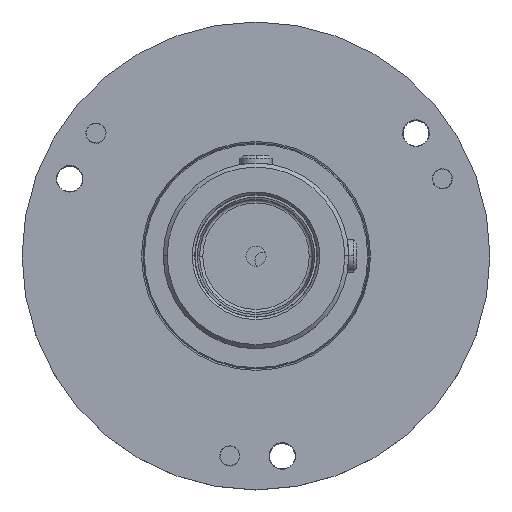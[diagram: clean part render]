
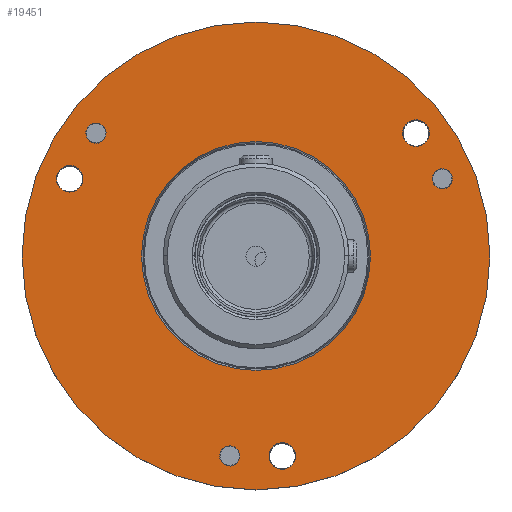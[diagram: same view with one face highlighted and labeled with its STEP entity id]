
A CAD part, top view. The second image highlights one B-rep face of the part: STEP entity #19451.
In plain terms, the highlighted planar face has unit normal (0, 0, 1).
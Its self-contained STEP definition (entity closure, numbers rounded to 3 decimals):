
#174=CARTESIAN_POINT('',(0.,0.,18.));
#175=DIRECTION('',(0.,0.,1.));
#176=DIRECTION('',(1.,0.,0.));
#177=AXIS2_PLACEMENT_3D('',#174,#175,#176);
#179=CARTESIAN_POINT('',(0.,0.,18.));
#180=DIRECTION('',(0.,0.,1.));
#181=DIRECTION('',(-1.,0.,0.));
#182=AXIS2_PLACEMENT_3D('',#179,#180,#181);
#184=CARTESIAN_POINT('',(-19.834,15.219,18.));
#185=DIRECTION('',(0.,0.,-1.));
#186=DIRECTION('',(-0.793,0.609,0.));
#187=AXIS2_PLACEMENT_3D('',#184,#185,#186);
#189=CARTESIAN_POINT('',(-19.834,15.219,18.));
#190=DIRECTION('',(0.,0.,-1.));
#191=DIRECTION('',(0.793,-0.609,0.));
#192=AXIS2_PLACEMENT_3D('',#189,#190,#191);
#194=CARTESIAN_POINT('',(-3.263,-24.786,18.));
#195=DIRECTION('',(0.,0.,-1.));
#196=DIRECTION('',(-0.131,-0.991,0.));
#197=AXIS2_PLACEMENT_3D('',#194,#195,#196);
#199=CARTESIAN_POINT('',(-3.263,-24.786,18.));
#200=DIRECTION('',(0.,0.,-1.));
#201=DIRECTION('',(0.131,0.991,0.));
#202=AXIS2_PLACEMENT_3D('',#199,#200,#201);
#204=CARTESIAN_POINT('',(23.097,9.567,18.));
#205=DIRECTION('',(0.,0.,-1.));
#206=DIRECTION('',(0.924,0.383,0.));
#207=AXIS2_PLACEMENT_3D('',#204,#205,#206);
#209=CARTESIAN_POINT('',(23.097,9.567,18.));
#210=DIRECTION('',(0.,0.,-1.));
#211=DIRECTION('',(-0.924,-0.383,0.));
#212=AXIS2_PLACEMENT_3D('',#209,#210,#211);
#214=CARTESIAN_POINT('',(3.263,-24.786,18.));
#215=DIRECTION('',(0.,0.,1.));
#216=DIRECTION('',(0.,-1.,0.));
#217=AXIS2_PLACEMENT_3D('',#214,#215,#216);
#219=CARTESIAN_POINT('',(3.263,-24.786,18.));
#220=DIRECTION('',(0.,0.,1.));
#221=DIRECTION('',(0.,1.,0.));
#222=AXIS2_PLACEMENT_3D('',#219,#220,#221);
#224=CARTESIAN_POINT('',(19.834,15.219,18.));
#225=DIRECTION('',(0.,0.,1.));
#226=DIRECTION('',(0.,-1.,0.));
#227=AXIS2_PLACEMENT_3D('',#224,#225,#226);
#229=CARTESIAN_POINT('',(19.834,15.219,18.));
#230=DIRECTION('',(0.,0.,1.));
#231=DIRECTION('',(0.,1.,0.));
#232=AXIS2_PLACEMENT_3D('',#229,#230,#231);
#234=CARTESIAN_POINT('',(-23.097,9.567,18.));
#235=DIRECTION('',(0.,0.,1.));
#236=DIRECTION('',(0.,-1.,0.));
#237=AXIS2_PLACEMENT_3D('',#234,#235,#236);
#239=CARTESIAN_POINT('',(-23.097,9.567,18.));
#240=DIRECTION('',(0.,0.,1.));
#241=DIRECTION('',(0.,1.,0.));
#242=AXIS2_PLACEMENT_3D('',#239,#240,#241);
#244=CARTESIAN_POINT('',(0.,0.,18.));
#245=DIRECTION('',(0.,0.,-1.));
#246=DIRECTION('',(-1.,0.,0.));
#247=AXIS2_PLACEMENT_3D('',#244,#245,#246);
#262=CARTESIAN_POINT('',(0.,0.,18.));
#263=DIRECTION('',(0.,0.,-1.));
#264=DIRECTION('',(1.,0.,0.));
#265=AXIS2_PLACEMENT_3D('',#262,#263,#264);
#15567=CARTESIAN_POINT('',(29.,0.,18.));
#15568=CARTESIAN_POINT('',(-29.,0.,18.));
#15569=VERTEX_POINT('',#15567);
#15570=VERTEX_POINT('',#15568);
#15655=CARTESIAN_POINT('',(-20.826,15.98,18.));
#15656=CARTESIAN_POINT('',(-18.842,14.458,18.));
#15657=VERTEX_POINT('',#15655);
#15658=VERTEX_POINT('',#15656);
#15659=CARTESIAN_POINT('',(-3.426,-26.025,18.));
#15660=CARTESIAN_POINT('',(-3.1,-23.547,18.));
#15661=VERTEX_POINT('',#15659);
#15662=VERTEX_POINT('',#15660);
#15663=CARTESIAN_POINT('',(24.252,10.045,18.));
#15664=CARTESIAN_POINT('',(21.942,9.089,18.));
#15665=VERTEX_POINT('',#15663);
#15666=VERTEX_POINT('',#15664);
#15765=CARTESIAN_POINT('',(14.188,0.,18.));
#15766=CARTESIAN_POINT('',(-14.188,0.,18.));
#15767=VERTEX_POINT('',#15765);
#15768=VERTEX_POINT('',#15766);
#15953=CARTESIAN_POINT('',(3.263,-26.436,18.));
#15954=CARTESIAN_POINT('',(3.263,-23.136,18.));
#15955=VERTEX_POINT('',#15953);
#15956=VERTEX_POINT('',#15954);
#15961=CARTESIAN_POINT('',(19.834,13.569,18.));
#15962=CARTESIAN_POINT('',(19.834,16.869,18.));
#15963=VERTEX_POINT('',#15961);
#15964=VERTEX_POINT('',#15962);
#15969=CARTESIAN_POINT('',(-23.097,7.917,18.));
#15970=CARTESIAN_POINT('',(-23.097,11.217,18.));
#15971=VERTEX_POINT('',#15969);
#15972=VERTEX_POINT('',#15970);
#19400=CARTESIAN_POINT('',(0.,0.,18.));
#19401=DIRECTION('',(0.,0.,1.));
#19402=DIRECTION('',(1.,0.,0.));
#19403=AXIS2_PLACEMENT_3D('',#19400,#19401,#19402);
#19404=PLANE('',#19403);
#19405=ORIENTED_EDGE('',*,*,#19380,.F.);
#19406=ORIENTED_EDGE('',*,*,#19394,.F.);
#19407=EDGE_LOOP('',(#19405,#19406));
#19408=FACE_OUTER_BOUND('',#19407,.F.);
#19410=ORIENTED_EDGE('',*,*,#19409,.F.);
#19412=ORIENTED_EDGE('',*,*,#19411,.F.);
#19413=EDGE_LOOP('',(#19410,#19412));
#19414=FACE_BOUND('',#19413,.F.);
#19416=ORIENTED_EDGE('',*,*,#19415,.F.);
#19418=ORIENTED_EDGE('',*,*,#19417,.F.);
#19419=EDGE_LOOP('',(#19416,#19418));
#19420=FACE_BOUND('',#19419,.F.);
#19422=ORIENTED_EDGE('',*,*,#19421,.F.);
#19424=ORIENTED_EDGE('',*,*,#19423,.F.);
#19425=EDGE_LOOP('',(#19422,#19424));
#19426=FACE_BOUND('',#19425,.F.);
#19428=ORIENTED_EDGE('',*,*,#19427,.F.);
#19430=ORIENTED_EDGE('',*,*,#19429,.F.);
#19431=EDGE_LOOP('',(#19428,#19430));
#19432=FACE_BOUND('',#19431,.F.);
#19434=ORIENTED_EDGE('',*,*,#19433,.T.);
#19436=ORIENTED_EDGE('',*,*,#19435,.T.);
#19437=EDGE_LOOP('',(#19434,#19436));
#19438=FACE_BOUND('',#19437,.F.);
#19440=ORIENTED_EDGE('',*,*,#19439,.T.);
#19442=ORIENTED_EDGE('',*,*,#19441,.T.);
#19443=EDGE_LOOP('',(#19440,#19442));
#19444=FACE_BOUND('',#19443,.F.);
#19446=ORIENTED_EDGE('',*,*,#19445,.T.);
#19448=ORIENTED_EDGE('',*,*,#19447,.T.);
#19449=EDGE_LOOP('',(#19446,#19448));
#19450=FACE_BOUND('',#19449,.F.);
#178=CIRCLE('',#177,29.);
#183=CIRCLE('',#182,29.);
#188=CIRCLE('',#187,1.25);
#193=CIRCLE('',#192,1.25);
#198=CIRCLE('',#197,1.25);
#203=CIRCLE('',#202,1.25);
#208=CIRCLE('',#207,1.25);
#213=CIRCLE('',#212,1.25);
#218=CIRCLE('',#217,1.65);
#223=CIRCLE('',#222,1.65);
#228=CIRCLE('',#227,1.65);
#233=CIRCLE('',#232,1.65);
#238=CIRCLE('',#237,1.65);
#243=CIRCLE('',#242,1.65);
#248=CIRCLE('',#247,14.188);
#266=CIRCLE('',#265,14.188);
#19380=EDGE_CURVE('',#15569,#15570,#178,.T.);
#19394=EDGE_CURVE('',#15570,#15569,#183,.T.);
#19409=EDGE_CURVE('',#15768,#15767,#248,.T.);
#19411=EDGE_CURVE('',#15767,#15768,#266,.T.);
#19415=EDGE_CURVE('',#15657,#15658,#188,.T.);
#19417=EDGE_CURVE('',#15658,#15657,#193,.T.);
#19421=EDGE_CURVE('',#15661,#15662,#198,.T.);
#19423=EDGE_CURVE('',#15662,#15661,#203,.T.);
#19427=EDGE_CURVE('',#15665,#15666,#208,.T.);
#19429=EDGE_CURVE('',#15666,#15665,#213,.T.);
#19433=EDGE_CURVE('',#15955,#15956,#218,.T.);
#19435=EDGE_CURVE('',#15956,#15955,#223,.T.);
#19439=EDGE_CURVE('',#15963,#15964,#228,.T.);
#19441=EDGE_CURVE('',#15964,#15963,#233,.T.);
#19445=EDGE_CURVE('',#15971,#15972,#238,.T.);
#19447=EDGE_CURVE('',#15972,#15971,#243,.T.);
#19451=ADVANCED_FACE('',(#19408,#19414,#19420,#19426,#19432,#19438,#19444,
#19450),#19404,.T.);
